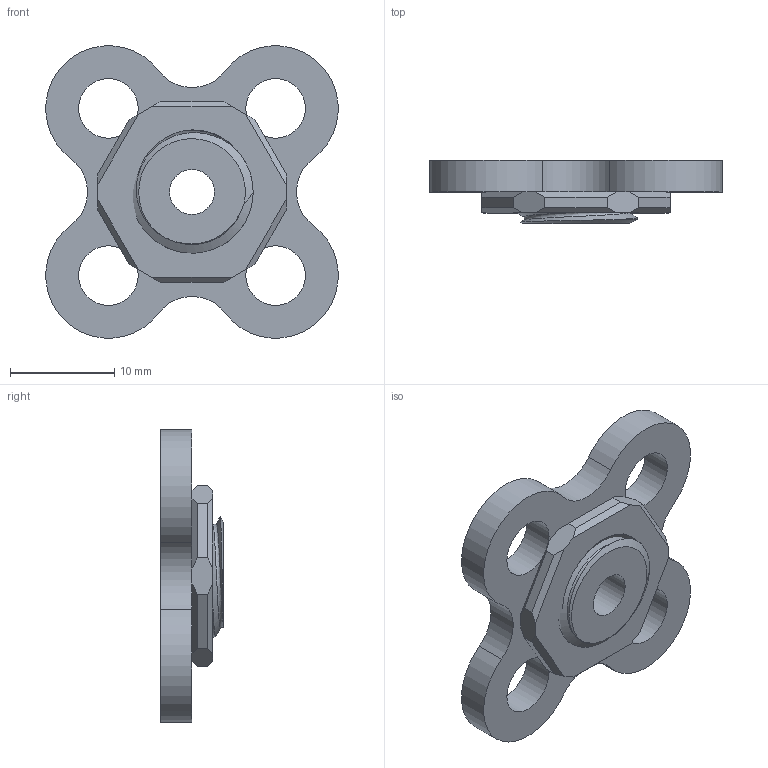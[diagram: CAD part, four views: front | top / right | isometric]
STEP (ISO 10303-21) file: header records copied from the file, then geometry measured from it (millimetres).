
FILE_DESCRIPTION(/* description */ ('STEP AP242','CAx-IF Rec.Pracs.---Representation and Presentation of Product Manufacturing Information (PMI)---4.0---2014-10-13','CAx-IF Rec.Pracs.---3D Tessellated Geometry---0.4---2014-09-14','2;1'),/* implementation_level */ '2;1');
FILE_NAME(/* name */ 'Encoder_disk_mount',/* time_stamp */ '2024-12-13T09:12:17Z',/* author */ (''),/* organization */ (''),/* preprocessor_version */ 'ST-DEVELOPER v20',/* originating_system */ 'ONSHAPE BY PTC INC, 1.190',/* authorisation */ ' ');
FILE_SCHEMA (('AP242_MANAGED_MODEL_BASED_3D_ENGINEERING_MIM_LF { 1 0 10303 442 1 1 4 }'));
Length unit declared in the file: metre
Products named in the file (2): encoder_nut; encoder_disk_mount
Bounding box: 27.97 x 6 x 27.97 mm (x, y, z)
Volume: 1779 mm3; surface area: 2409.3 mm2
Topology: 2 solids, 2 shells, 53 faces, 141 edges, 94 vertices
Faces by surface type: plane 30, cylinder 16, bspline 6, cone 1
Full cylindrical faces by diameter (mm): 4.3 x1, 5.7 x4, 14 x1
Entity records: 2574 total; most frequent: CARTESIAN_POINT 1244, ORIENTED_EDGE 270, DIRECTION 244, EDGE_CURVE 135, VERTEX_POINT 94, AXIS2_PLACEMENT_3D 82, LINE 80, VECTOR 80
